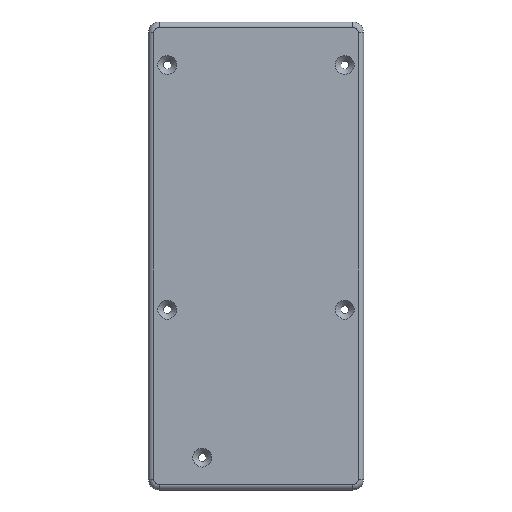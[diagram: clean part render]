
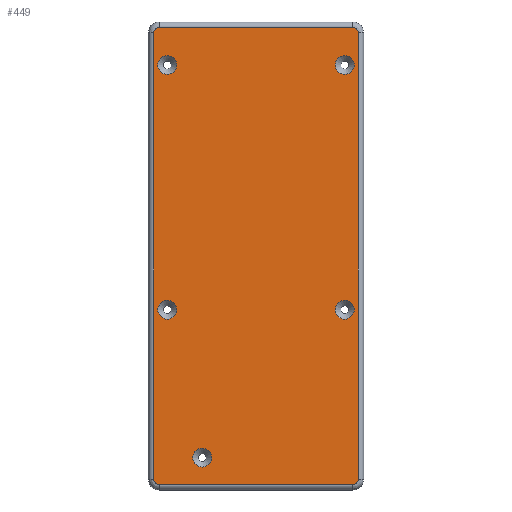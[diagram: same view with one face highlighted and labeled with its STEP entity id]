
A CAD part, top view. The second image highlights one B-rep face of the part: STEP entity #449.
In plain terms, the highlighted planar face has unit normal (0, 0, 1).
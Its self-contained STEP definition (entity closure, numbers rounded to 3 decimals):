
#32=FACE_BOUND('',#78,.T.);
#33=FACE_BOUND('',#79,.T.);
#34=FACE_BOUND('',#80,.T.);
#35=FACE_BOUND('',#81,.T.);
#36=FACE_BOUND('',#82,.T.);
#42=PLANE('',#493);
#49=FACE_OUTER_BOUND('',#77,.T.);
#77=EDGE_LOOP('',(#317,#318,#319,#320,#321,#322,#323,#324));
#78=EDGE_LOOP('',(#325));
#79=EDGE_LOOP('',(#326));
#80=EDGE_LOOP('',(#327));
#81=EDGE_LOOP('',(#328));
#82=EDGE_LOOP('',(#329));
#115=LINE('',#709,#145);
#116=LINE('',#713,#146);
#117=LINE('',#717,#147);
#118=LINE('',#721,#148);
#145=VECTOR('',#560,10.);
#146=VECTOR('',#563,10.);
#147=VECTOR('',#566,10.);
#148=VECTOR('',#569,10.);
#174=CIRCLE('',#491,1.75);
#176=CIRCLE('',#494,1.);
#177=CIRCLE('',#495,1.);
#178=CIRCLE('',#496,1.);
#179=CIRCLE('',#497,1.);
#180=CIRCLE('',#498,1.75);
#181=CIRCLE('',#499,1.75);
#182=CIRCLE('',#500,1.75);
#183=CIRCLE('',#501,1.75);
#209=VERTEX_POINT('',#701);
#211=VERTEX_POINT('',#707);
#212=VERTEX_POINT('',#708);
#213=VERTEX_POINT('',#710);
#214=VERTEX_POINT('',#712);
#215=VERTEX_POINT('',#714);
#216=VERTEX_POINT('',#716);
#217=VERTEX_POINT('',#718);
#218=VERTEX_POINT('',#720);
#219=VERTEX_POINT('',#723);
#220=VERTEX_POINT('',#725);
#221=VERTEX_POINT('',#727);
#222=VERTEX_POINT('',#729);
#248=EDGE_CURVE('',#209,#209,#174,.T.);
#251=EDGE_CURVE('',#211,#212,#115,.T.);
#252=EDGE_CURVE('',#213,#211,#176,.T.);
#253=EDGE_CURVE('',#214,#213,#116,.T.);
#254=EDGE_CURVE('',#215,#214,#177,.T.);
#255=EDGE_CURVE('',#216,#215,#117,.T.);
#256=EDGE_CURVE('',#217,#216,#178,.T.);
#257=EDGE_CURVE('',#218,#217,#118,.T.);
#258=EDGE_CURVE('',#212,#218,#179,.T.);
#259=EDGE_CURVE('',#219,#219,#180,.T.);
#260=EDGE_CURVE('',#220,#220,#181,.T.);
#261=EDGE_CURVE('',#221,#221,#182,.T.);
#262=EDGE_CURVE('',#222,#222,#183,.T.);
#317=ORIENTED_EDGE('',*,*,#251,.F.);
#318=ORIENTED_EDGE('',*,*,#252,.F.);
#319=ORIENTED_EDGE('',*,*,#253,.F.);
#320=ORIENTED_EDGE('',*,*,#254,.F.);
#321=ORIENTED_EDGE('',*,*,#255,.F.);
#322=ORIENTED_EDGE('',*,*,#256,.F.);
#323=ORIENTED_EDGE('',*,*,#257,.F.);
#324=ORIENTED_EDGE('',*,*,#258,.F.);
#325=ORIENTED_EDGE('',*,*,#259,.F.);
#326=ORIENTED_EDGE('',*,*,#260,.F.);
#327=ORIENTED_EDGE('',*,*,#261,.F.);
#328=ORIENTED_EDGE('',*,*,#262,.F.);
#329=ORIENTED_EDGE('',*,*,#248,.F.);
#449=ADVANCED_FACE('',(#49,#32,#33,#34,#35,#36),#42,.T.);
#491=AXIS2_PLACEMENT_3D('',#702,#553,#554);
#493=AXIS2_PLACEMENT_3D('',#706,#558,#559);
#494=AXIS2_PLACEMENT_3D('',#711,#561,#562);
#495=AXIS2_PLACEMENT_3D('',#715,#564,#565);
#496=AXIS2_PLACEMENT_3D('',#719,#567,#568);
#497=AXIS2_PLACEMENT_3D('',#722,#570,#571);
#498=AXIS2_PLACEMENT_3D('',#724,#572,#573);
#499=AXIS2_PLACEMENT_3D('',#726,#574,#575);
#500=AXIS2_PLACEMENT_3D('',#728,#576,#577);
#501=AXIS2_PLACEMENT_3D('',#730,#578,#579);
#553=DIRECTION('center_axis',(0.,0.,1.));
#554=DIRECTION('ref_axis',(-1.,0.,0.));
#558=DIRECTION('center_axis',(0.,0.,1.));
#559=DIRECTION('ref_axis',(-1.,0.,0.));
#560=DIRECTION('',(0.,-1.,0.));
#561=DIRECTION('center_axis',(0.,0.,-1.));
#562=DIRECTION('ref_axis',(0.707,0.707,0.));
#563=DIRECTION('',(1.,0.,0.));
#564=DIRECTION('center_axis',(0.,0.,-1.));
#565=DIRECTION('ref_axis',(-0.707,0.707,0.));
#566=DIRECTION('',(0.,1.,0.));
#567=DIRECTION('center_axis',(0.,0.,-1.));
#568=DIRECTION('ref_axis',(-0.707,-0.707,0.));
#569=DIRECTION('',(-1.,0.,0.));
#570=DIRECTION('center_axis',(0.,0.,-1.));
#571=DIRECTION('ref_axis',(0.707,-0.707,0.));
#572=DIRECTION('center_axis',(0.,0.,1.));
#573=DIRECTION('ref_axis',(-1.,0.,0.));
#574=DIRECTION('center_axis',(0.,0.,1.));
#575=DIRECTION('ref_axis',(-1.,0.,0.));
#576=DIRECTION('center_axis',(0.,0.,1.));
#577=DIRECTION('ref_axis',(-1.,0.,0.));
#578=DIRECTION('center_axis',(0.,0.,1.));
#579=DIRECTION('ref_axis',(-1.,0.,0.));
#701=CARTESIAN_POINT('',(5.25,79.,32.));
#702=CARTESIAN_POINT('Origin',(3.5,79.,32.));
#706=CARTESIAN_POINT('Origin',(20.,43.5,32.));
#707=CARTESIAN_POINT('',(39.,85.,32.));
#708=CARTESIAN_POINT('',(39.,2.,32.));
#709=CARTESIAN_POINT('',(39.,22.75,32.));
#710=CARTESIAN_POINT('',(38.,86.,32.));
#711=CARTESIAN_POINT('Origin',(38.,85.,32.));
#712=CARTESIAN_POINT('',(2.,86.,32.));
#713=CARTESIAN_POINT('',(29.,86.,32.));
#714=CARTESIAN_POINT('',(1.,85.,32.));
#715=CARTESIAN_POINT('Origin',(2.,85.,32.));
#716=CARTESIAN_POINT('',(1.,2.,32.));
#717=CARTESIAN_POINT('',(1.,64.25,32.));
#718=CARTESIAN_POINT('',(2.,1.,32.));
#719=CARTESIAN_POINT('Origin',(2.,2.,32.));
#720=CARTESIAN_POINT('',(38.,1.,32.));
#721=CARTESIAN_POINT('',(11.,1.,32.));
#722=CARTESIAN_POINT('Origin',(38.,2.,32.));
#723=CARTESIAN_POINT('',(38.25,79.,32.));
#724=CARTESIAN_POINT('Origin',(36.5,79.,32.));
#725=CARTESIAN_POINT('',(5.25,33.5,32.));
#726=CARTESIAN_POINT('Origin',(3.5,33.5,32.));
#727=CARTESIAN_POINT('',(38.25,33.5,32.));
#728=CARTESIAN_POINT('Origin',(36.5,33.5,32.));
#729=CARTESIAN_POINT('',(11.75,6.,32.));
#730=CARTESIAN_POINT('Origin',(10.,6.,32.));
